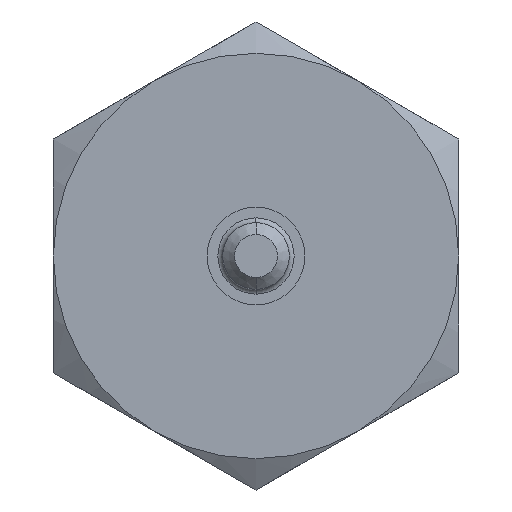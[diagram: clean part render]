
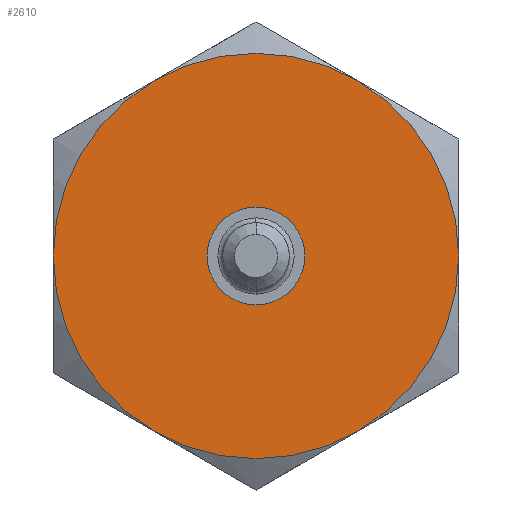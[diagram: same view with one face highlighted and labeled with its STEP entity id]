
A CAD part, front view. The second image highlights one B-rep face of the part: STEP entity #2610.
In plain terms, the highlighted planar face has unit normal (0, -1, 0).
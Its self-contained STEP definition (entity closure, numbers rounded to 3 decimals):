
#103=CARTESIAN_POINT('',(0.,-7.5,0.));
#104=DIRECTION('',(0.,1.,0.));
#105=DIRECTION('',(-1.,0.,0.));
#106=AXIS2_PLACEMENT_3D('',#103,#104,#105);
#108=CARTESIAN_POINT('',(0.,-7.5,0.));
#109=DIRECTION('',(0.,1.,0.));
#110=DIRECTION('',(-0.5,0.,0.866));
#111=AXIS2_PLACEMENT_3D('',#108,#109,#110);
#113=CARTESIAN_POINT('',(0.,-7.5,0.));
#114=DIRECTION('',(0.,1.,0.));
#115=DIRECTION('',(0.5,0.,0.866));
#116=AXIS2_PLACEMENT_3D('',#113,#114,#115);
#118=CARTESIAN_POINT('',(0.,-7.5,0.));
#119=DIRECTION('',(0.,1.,0.));
#120=DIRECTION('',(1.,0.,0.));
#121=AXIS2_PLACEMENT_3D('',#118,#119,#120);
#123=CARTESIAN_POINT('',(0.,-7.5,0.));
#124=DIRECTION('',(0.,1.,0.));
#125=DIRECTION('',(0.5,0.,-0.866));
#126=AXIS2_PLACEMENT_3D('',#123,#124,#125);
#128=CARTESIAN_POINT('',(0.,-7.5,0.));
#129=DIRECTION('',(0.,1.,0.));
#130=DIRECTION('',(-0.5,0.,-0.866));
#131=AXIS2_PLACEMENT_3D('',#128,#129,#130);
#133=CARTESIAN_POINT('',(0.,-7.5,0.));
#134=DIRECTION('',(0.,1.,0.));
#135=DIRECTION('',(0.,0.,-1.));
#136=AXIS2_PLACEMENT_3D('',#133,#134,#135);
#138=CARTESIAN_POINT('',(0.,-7.5,0.));
#139=DIRECTION('',(0.,1.,0.));
#140=DIRECTION('',(0.,0.,1.));
#141=AXIS2_PLACEMENT_3D('',#138,#139,#140);
#150=CARTESIAN_POINT('',(4.25,-7.5,7.361));
#172=CARTESIAN_POINT('',(-4.25,-7.5,7.361));
#187=CARTESIAN_POINT('',(-8.5,-7.5,0.));
#216=CARTESIAN_POINT('',(8.5,-7.5,0.));
#2094=CARTESIAN_POINT('',(-4.25,-7.5,-7.361));
#2116=CARTESIAN_POINT('',(4.25,-7.5,-7.361));
#2222=VERTEX_POINT('',#150);
#2224=VERTEX_POINT('',#216);
#2226=VERTEX_POINT('',#2116);
#2228=VERTEX_POINT('',#2094);
#2230=VERTEX_POINT('',#187);
#2232=VERTEX_POINT('',#172);
#2243=CARTESIAN_POINT('',(0.,-7.5,-2.05));
#2244=VERTEX_POINT('',#2243);
#2247=CARTESIAN_POINT('',(0.,-7.5,2.05));
#2248=VERTEX_POINT('',#2247);
#2587=CARTESIAN_POINT('',(0.,-7.5,0.35));
#2588=DIRECTION('',(0.,-1.,0.));
#2589=DIRECTION('',(0.,0.,1.));
#2590=AXIS2_PLACEMENT_3D('',#2587,#2588,#2589);
#2591=PLANE('',#2590);
#2593=ORIENTED_EDGE('',*,*,#2592,.T.);
#2595=ORIENTED_EDGE('',*,*,#2594,.T.);
#2597=ORIENTED_EDGE('',*,*,#2596,.T.);
#2599=ORIENTED_EDGE('',*,*,#2598,.T.);
#2601=ORIENTED_EDGE('',*,*,#2600,.T.);
#2603=ORIENTED_EDGE('',*,*,#2602,.T.);
#2604=EDGE_LOOP('',(#2593,#2595,#2597,#2599,#2601,#2603));
#2605=FACE_OUTER_BOUND('',#2604,.F.);
#2606=ORIENTED_EDGE('',*,*,#2580,.F.);
#2607=ORIENTED_EDGE('',*,*,#2569,.F.);
#2608=EDGE_LOOP('',(#2606,#2607));
#2609=FACE_BOUND('',#2608,.F.);
#107=CIRCLE('',#106,8.5);
#112=CIRCLE('',#111,8.5);
#117=CIRCLE('',#116,8.5);
#122=CIRCLE('',#121,8.5);
#127=CIRCLE('',#126,8.5);
#132=CIRCLE('',#131,8.5);
#137=CIRCLE('',#136,2.05);
#142=CIRCLE('',#141,2.05);
#2569=EDGE_CURVE('',#2248,#2244,#142,.T.);
#2580=EDGE_CURVE('',#2244,#2248,#137,.T.);
#2592=EDGE_CURVE('',#2230,#2232,#107,.T.);
#2594=EDGE_CURVE('',#2232,#2222,#112,.T.);
#2596=EDGE_CURVE('',#2222,#2224,#117,.T.);
#2598=EDGE_CURVE('',#2224,#2226,#122,.T.);
#2600=EDGE_CURVE('',#2226,#2228,#127,.T.);
#2602=EDGE_CURVE('',#2228,#2230,#132,.T.);
#2610=ADVANCED_FACE('',(#2605,#2609),#2591,.T.);
